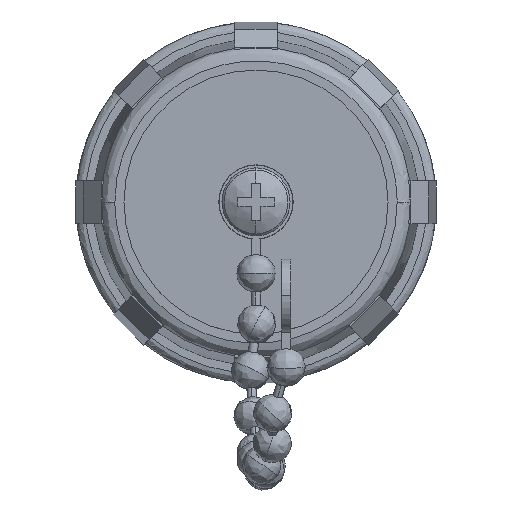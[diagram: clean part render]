
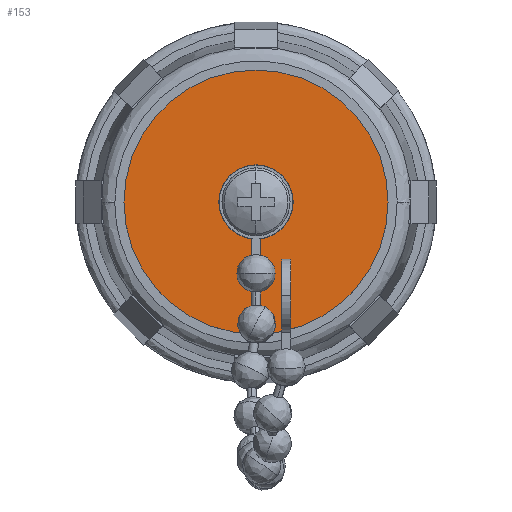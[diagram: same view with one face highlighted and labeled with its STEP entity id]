
A CAD part, top view. The second image highlights one B-rep face of the part: STEP entity #153.
In plain terms, the highlighted planar face has unit normal (0, 0, 1).
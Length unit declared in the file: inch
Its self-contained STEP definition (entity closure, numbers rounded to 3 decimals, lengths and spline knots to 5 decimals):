
#153 = ADVANCED_FACE ( 'NONE', ( #6182, #6181 ), #5331, .T. ) ;
#411 = EDGE_CURVE ( 'NONE', #2608, #2602, #7425, .T. ) ;
#544 = DIRECTION ( 'NONE',  ( 0., 0., -1. ) ) ;
#545 = DIRECTION ( 'NONE',  ( -1., 0., 0. ) ) ;
#655 = CARTESIAN_POINT ( 'NONE',  ( 0., 0., 0.71 ) ) ;
#745 = DIRECTION ( 'NONE',  ( -1., 0., 0. ) ) ;
#746 = DIRECTION ( 'NONE',  ( 0., 0., -1. ) ) ;
#747 = CARTESIAN_POINT ( 'NONE',  ( 0., 0., 0.71 ) ) ;
#1295 = EDGE_CURVE ( 'NONE', #2518, #2498, #3315, .T. ) ;
#1372 = EDGE_CURVE ( 'NONE', #2602, #2608, #3245, .T. ) ;
#1429 = EDGE_CURVE ( 'NONE', #2498, #2518, #3144, .T. ) ;
#1645 = EDGE_LOOP ( 'NONE', ( #2701, #2702 ) ) ;
#2048 = EDGE_LOOP ( 'NONE', ( #2704, #2707 ) ) ;
#2498 = VERTEX_POINT ( 'NONE', #7949 ) ;
#2518 = VERTEX_POINT ( 'NONE', #7948 ) ;
#2602 = VERTEX_POINT ( 'NONE', #7939 ) ;
#2608 = VERTEX_POINT ( 'NONE', #7938 ) ;
#2701 = ORIENTED_EDGE ( 'NONE', *, *, #1429, .T. ) ;
#2702 = ORIENTED_EDGE ( 'NONE', *, *, #1295, .T. ) ;
#2704 = ORIENTED_EDGE ( 'NONE', *, *, #411, .F. ) ;
#2707 = ORIENTED_EDGE ( 'NONE', *, *, #1372, .F. ) ;
#3135 = AXIS2_PLACEMENT_3D ( 'NONE', #8636, #8634, #8633 ) ;
#3144 = CIRCLE ( 'NONE', #3135, 0.121 ) ;
#3232 = AXIS2_PLACEMENT_3D ( 'NONE', #655, #544, #545 ) ;
#3245 = CIRCLE ( 'NONE', #3232, 0.43 ) ;
#3310 = AXIS2_PLACEMENT_3D ( 'NONE', #747, #746, #745 ) ;
#3315 = CIRCLE ( 'NONE', #3310, 0.121 ) ;
#4627 = DIRECTION ( 'NONE',  ( -1., 0., 0. ) ) ;
#4628 = DIRECTION ( 'NONE',  ( 0., 0., -1. ) ) ;
#4629 = CARTESIAN_POINT ( 'NONE',  ( 0., 0., 0.71 ) ) ;
#5328 = DIRECTION ( 'NONE',  ( 1., 0., 0. ) ) ;
#5329 = DIRECTION ( 'NONE',  ( 0., 0., 1. ) ) ;
#5330 = CARTESIAN_POINT ( 'NONE',  ( 0., 0., 0.71 ) ) ;
#5331 = PLANE ( 'NONE',  #6990 ) ;
#6181 = FACE_OUTER_BOUND ( 'NONE', #2048, .T. ) ;
#6182 = FACE_BOUND ( 'NONE', #1645, .T. ) ;
#6990 = AXIS2_PLACEMENT_3D ( 'NONE', #5330, #5329, #5328 ) ;
#6993 = AXIS2_PLACEMENT_3D ( 'NONE', #4629, #4628, #4627 ) ;
#7425 = CIRCLE ( 'NONE', #6993, 0.43 ) ;
#7938 = CARTESIAN_POINT ( 'NONE',  ( -0.43, 0., 0.71 ) ) ;
#7939 = CARTESIAN_POINT ( 'NONE',  ( 0.43, 0., 0.71 ) ) ;
#7948 = CARTESIAN_POINT ( 'NONE',  ( 0.121, 0., 0.71 ) ) ;
#7949 = CARTESIAN_POINT ( 'NONE',  ( -0.121, 0., 0.71 ) ) ;
#8633 = DIRECTION ( 'NONE',  ( -1., 0., 0. ) ) ;
#8634 = DIRECTION ( 'NONE',  ( 0., 0., -1. ) ) ;
#8636 = CARTESIAN_POINT ( 'NONE',  ( 0., 0., 0.71 ) ) ;
